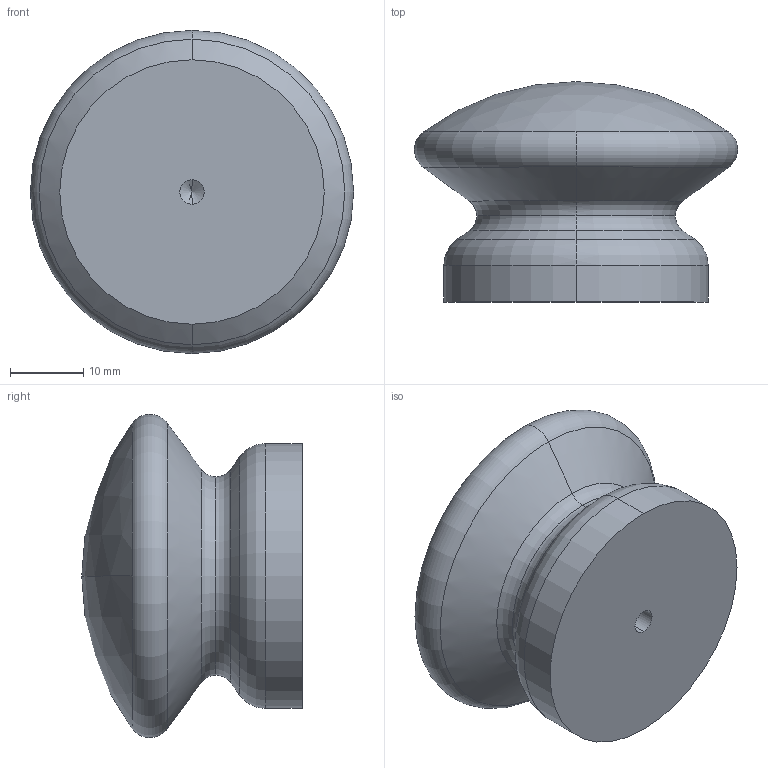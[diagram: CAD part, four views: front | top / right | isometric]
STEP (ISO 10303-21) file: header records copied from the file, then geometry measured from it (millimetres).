
FILE_DESCRIPTION (( 'STEP AP214' ), '1' );
FILE_NAME ('F004940,F004941,F004942,F004943,F004944,F004945_3D.step', '2022-08-15T13:40:17', ( '' ), ( '' ), 'SwSTEP 2.0', 'SolidWorks 2020', '' );
FILE_SCHEMA (( 'AUTOMOTIVE_DESIGN' ));
Length unit declared in the file: millimetre
Products named in the file (1): F004940,F004941,F004942,F004943,F004944,F004945_3D
Bounding box: 43.98 x 30 x 43.98 mm (x, y, z)
Volume: 28093.6 mm3; surface area: 5898.8 mm2
Topology: 1 solids, 1 shells, 21 faces, 44 edges, 24 vertices
Faces by surface type: torus 10, cone 4, cylinder 4, sphere 2, plane 1
Entity records: 610 total; most frequent: DIRECTION 120, CARTESIAN_POINT 88, ORIENTED_EDGE 84, AXIS2_PLACEMENT_3D 56, EDGE_CURVE 42, CIRCLE 34, VERTEX_POINT 24, EDGE_LOOP 22
